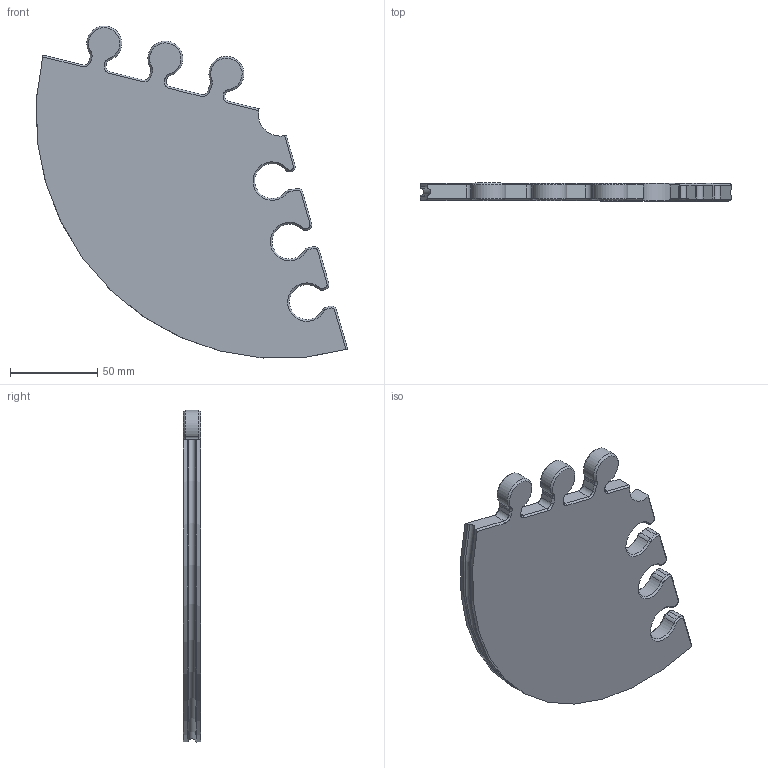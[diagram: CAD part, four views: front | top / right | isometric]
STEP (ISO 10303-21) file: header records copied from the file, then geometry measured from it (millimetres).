
FILE_DESCRIPTION(/* description */ (''),/* implementation_level */ '2;1');
FILE_NAME(/* name */ 'kolo testowe 25mm.stp',/* time_stamp */ '2024-04-27T20:52:13+02:00',/* author */ ('mdx_s'),/* organization */ (''),/* preprocessor_version */ 'ST-DEVELOPER v19',/* originating_system */ 'Autodesk Inventor 2023',/* authorisation */ '');
FILE_SCHEMA (('AUTOMOTIVE_DESIGN { 1 0 10303 214 3 1 1 }'));
Length unit declared in the file: millimetre
Products named in the file (1): kolo dla marcina
Bounding box: 178.3 x 10 x 190.23 mm (x, y, z)
Volume: 201145.1 mm3; surface area: 49408.1 mm2
Topology: 1 solids, 1 shells, 158 faces, 372 edges, 219 vertices
Faces by surface type: cone 84, cylinder 45, plane 26, torus 3
Entity records: 4556 total; most frequent: DIRECTION 880, CARTESIAN_POINT 750, ORIENTED_EDGE 744, EDGE_CURVE 372, AXIS2_PLACEMENT_3D 349, VERTEX_POINT 216, CIRCLE 182, LINE 182
